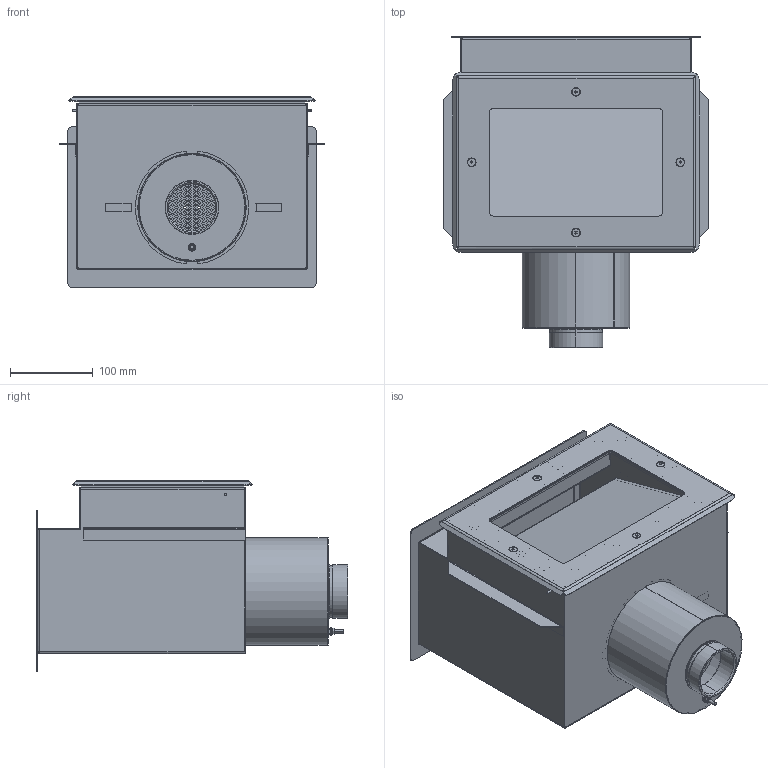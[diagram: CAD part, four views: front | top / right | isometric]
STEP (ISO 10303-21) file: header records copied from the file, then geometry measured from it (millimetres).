
FILE_DESCRIPTION (( 'STEP AP203' ), '1' );
FILE_NAME ('ÑÊ20.2.000.00.000ÑÁ - Ñêèììåð G2 Ïë¸íêà.STEP', '2023-03-20T13:11:44', ( '' ), ( '' ), 'SwSTEP 2.0', 'SolidWorks 2016', '' );
FILE_SCHEMA (( 'CONFIG_CONTROL_DESIGN' ));
Products named in the file (1): ÑÊ20.2.000.00.000ÑÁ - Ñêèììåð G2 Ïë¸íêà
Bounding box: 320.5 x 376.5 x 230.6 mm (x, y, z)
Volume: 1336014 mm3; surface area: 1310562.1 mm2
Topology: 52 solids, 52 shells, 5148 faces, 14688 edges, 9540 vertices
Faces by surface type: plane 4356, cylinder 495, cone 221, torus 50, bspline 16, sphere 10
Entity records: 168924 total; most frequent: CARTESIAN_POINT 48226, ORIENTED_EDGE 29264, DIRECTION 20120, EDGE_CURVE 14632, VERTEX_POINT 9536, EDGE_LOOP 7142, VECTOR 7132, LINE 7132
